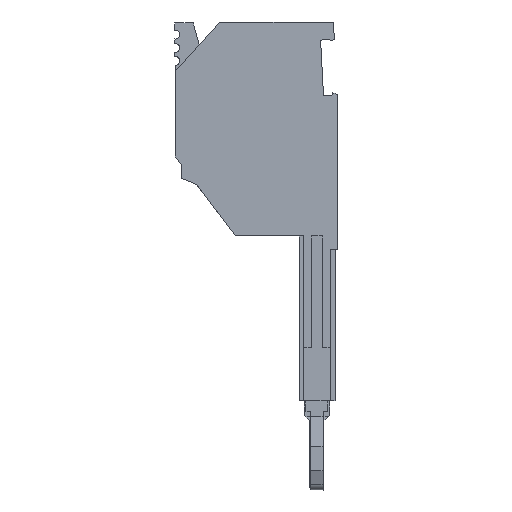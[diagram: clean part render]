
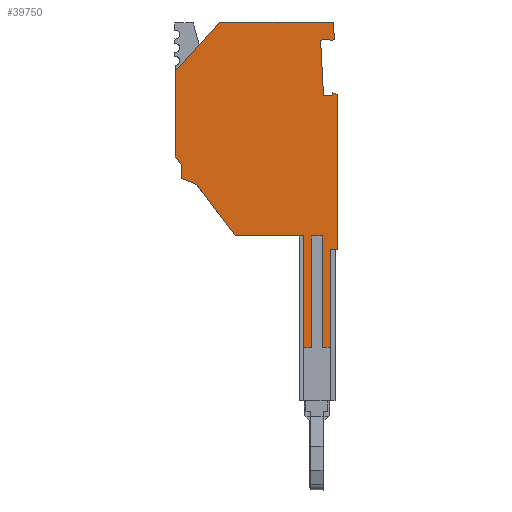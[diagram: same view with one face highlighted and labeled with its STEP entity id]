
A CAD part, left-side view. The second image highlights one B-rep face of the part: STEP entity #39750.
In plain terms, the highlighted face is planar.
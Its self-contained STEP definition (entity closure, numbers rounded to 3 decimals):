
#2560=CARTESIAN_POINT('',(140.574,124.734,
49.6));
#2570=VERTEX_POINT('',#2560);
#2600=CARTESIAN_POINT('',(159.381,124.734,
49.6));
#2610=DIRECTION('',(-1.,0.,0.));
#2620=VECTOR('',#2610,1.);
#2630=LINE('',#2600,#2620);
#2640=CARTESIAN_POINT('',(127.598,124.734,
49.6));
#2650=VERTEX_POINT('',#2640);
#2660=EDGE_CURVE('',#2570,#2650,#2630,.T.);
#3320=CARTESIAN_POINT('',(140.648,123.317,
49.6));
#3330=VERTEX_POINT('',#3320);
#3360=CARTESIAN_POINT('',(139.374,147.634,
49.6));
#3370=DIRECTION('',(0.052,-0.999,
0.));
#3380=VECTOR('',#3370,1.);
#3390=LINE('',#3360,#3380);
#3400=EDGE_CURVE('',#2570,#3330,#3390,.T.);
#5590=CARTESIAN_POINT('',(140.5,116.683,
49.6));
#5600=VERTEX_POINT('',#5590);
#5630=CARTESIAN_POINT('',(138.878,147.634,
49.6));
#5640=DIRECTION('',(0.052,-0.999,
0.));
#5650=VECTOR('',#5640,1.);
#5660=LINE('',#5630,#5650);
#5670=CARTESIAN_POINT('',(140.514,116.411,
49.6));
#5680=VERTEX_POINT('',#5670);
#5690=EDGE_CURVE('',#5600,#5680,#5660,.T.);
#6420=CARTESIAN_POINT('',(123.214,106.915,
49.6));
#6430=VERTEX_POINT('',#6420);
#6460=CARTESIAN_POINT('',(159.381,92.302,
49.6));
#6470=DIRECTION('',(0.927,-0.375,
0.));
#6480=VECTOR('',#6470,1.);
#6490=LINE('',#6460,#6480);
#6500=CARTESIAN_POINT('',(124.961,106.209,
49.6));
#6510=VERTEX_POINT('',#6500);
#6520=EDGE_CURVE('',#6430,#6510,#6490,.T.);
#7960=CARTESIAN_POINT('',(141.014,116.421,
49.6));
#7970=VERTEX_POINT('',#7960);
#8020=CARTESIAN_POINT('',(159.381,107.063,
49.6));
#8030=DIRECTION('',(-0.891,0.454,
0.));
#8040=VECTOR('',#8030,1.);
#8050=LINE('',#8020,#8040);
#8060=EDGE_CURVE('',#7970,#5600,#8050,.T.);
#10970=CARTESIAN_POINT('',(129.388,100.334,
49.6));
#10980=VERTEX_POINT('',#10970);
#11010=CARTESIAN_POINT('',(159.381,100.334,
49.6));
#11020=DIRECTION('',(1.,0.,0.));
#11030=VECTOR('',#11020,1.);
#11040=LINE('',#11010,#11030);
#11050=CARTESIAN_POINT('',(137.164,100.334,
49.6));
#11060=VERTEX_POINT('',#11050);
#11070=EDGE_CURVE('',#10980,#11060,#11040,.T.);
#22860=CARTESIAN_POINT('',(123.214,108.526,
49.6));
#22870=VERTEX_POINT('',#22860);
#22900=CARTESIAN_POINT('',(123.214,147.634,
49.6));
#22910=DIRECTION('',(0.,-1.,0.));
#22920=VECTOR('',#22910,1.);
#22930=LINE('',#22900,#22920);
#22940=EDGE_CURVE('',#22870,#6430,#22930,.T.);
#23400=CARTESIAN_POINT('',(122.514,109.455,
49.6));
#23410=VERTEX_POINT('',#23400);
#23440=CARTESIAN_POINT('',(93.745,147.634,
49.6));
#23450=DIRECTION('',(0.602,-0.799,
0.));
#23460=VECTOR('',#23450,1.);
#23470=LINE('',#23440,#23460);
#23480=EDGE_CURVE('',#23410,#22870,#23470,.T.);
#27200=CARTESIAN_POINT('',(137.164,87.634,
49.6));
#27210=VERTEX_POINT('',#27200);
#27330=CARTESIAN_POINT('',(137.164,147.634,
49.6));
#27340=DIRECTION('',(0.,1.,0.));
#27350=VECTOR('',#27340,1.);
#27360=LINE('',#27330,#27350);
#27370=EDGE_CURVE('',#27210,#11060,#27360,.T.);
#27960=CARTESIAN_POINT('',(140.214,87.634,
49.6));
#27970=VERTEX_POINT('',#27960);
#28000=CARTESIAN_POINT('',(140.214,147.634,
49.6));
#28010=DIRECTION('',(0.,-1.,0.));
#28020=VECTOR('',#28010,1.);
#28030=LINE('',#28000,#28020);
#28040=CARTESIAN_POINT('',(140.214,98.834,
49.6));
#28050=VERTEX_POINT('',#28040);
#28060=EDGE_CURVE('',#28050,#27970,#28030,.T.);
#28730=CARTESIAN_POINT('',(159.381,87.634,
49.6));
#28740=DIRECTION('',(1.,0.,0.));
#28750=VECTOR('',#28740,1.);
#28760=LINE('',#28730,#28750);
#28770=CARTESIAN_POINT('',(138.064,87.634,
49.6));
#28780=VERTEX_POINT('',#28770);
#28790=EDGE_CURVE('',#27210,#28780,#28760,.T.);
#30320=CARTESIAN_POINT('',(138.064,147.634,
49.6));
#30330=DIRECTION('',(0.,1.,0.));
#30340=VECTOR('',#30330,1.);
#30350=LINE('',#30320,#30340);
#30360=CARTESIAN_POINT('',(138.064,100.334,
49.6));
#30370=VERTEX_POINT('',#30360);
#30380=EDGE_CURVE('',#28780,#30370,#30350,.T.);
#31160=CARTESIAN_POINT('',(148.218,147.634,
49.6));
#31170=DIRECTION('',(0.669,0.743,
0.));
#31180=VECTOR('',#31170,1.);
#31190=LINE('',#31160,#31180);
#31200=CARTESIAN_POINT('',(122.514,119.087,
49.6));
#31210=VERTEX_POINT('',#31200);
#31220=EDGE_CURVE('',#31210,#2650,#31190,.T.);
#31810=CARTESIAN_POINT('',(122.514,147.634,
49.6));
#31820=DIRECTION('',(0.,-1.,0.));
#31830=VECTOR('',#31820,1.);
#31840=LINE('',#31810,#31830);
#31850=EDGE_CURVE('',#31210,#23410,#31840,.T.);
#33530=CARTESIAN_POINT('',(93.745,147.634,
49.6));
#33540=DIRECTION('',(0.602,-0.799,
0.));
#33550=VECTOR('',#33540,1.);
#33560=LINE('',#33530,#33550);
#33570=EDGE_CURVE('',#6510,#10980,#33560,.T.);
#33820=CARTESIAN_POINT('',(159.381,100.334,
49.6));
#33830=DIRECTION('',(1.,0.,0.));
#33840=VECTOR('',#33830,1.);
#33850=LINE('',#33820,#33840);
#33860=CARTESIAN_POINT('',(139.314,100.334,
49.6));
#33870=VERTEX_POINT('',#33860);
#33880=EDGE_CURVE('',#30370,#33870,#33850,.T.);
#34160=CARTESIAN_POINT('',(159.381,117.4,
49.6));
#34170=DIRECTION('',(-0.999,-0.052,
0.));
#34180=VECTOR('',#34170,1.);
#34190=LINE('',#34160,#34180);
#34200=CARTESIAN_POINT('',(139.445,116.355,
49.6));
#34210=VERTEX_POINT('',#34200);
#34220=EDGE_CURVE('',#5680,#34210,#34190,.T.);
#34460=CARTESIAN_POINT('',(139.314,147.634,
49.6));
#34470=DIRECTION('',(0.,-1.,0.));
#34480=VECTOR('',#34470,1.);
#34490=LINE('',#34460,#34480);
#34500=CARTESIAN_POINT('',(139.314,87.634,
49.6));
#34510=VERTEX_POINT('',#34500);
#34520=EDGE_CURVE('',#33870,#34510,#34490,.T.);
#35030=CARTESIAN_POINT('',(159.381,98.834,
49.6));
#35040=DIRECTION('',(1.,0.,0.));
#35050=VECTOR('',#35040,1.);
#35060=LINE('',#35030,#35050);
#35070=CARTESIAN_POINT('',(141.014,98.834,
49.6));
#35080=VERTEX_POINT('',#35070);
#35090=EDGE_CURVE('',#28050,#35080,#35060,.T.);
#37980=CARTESIAN_POINT('',(159.381,87.634,
49.6));
#37990=DIRECTION('',(1.,0.,0.));
#38000=VECTOR('',#37990,1.);
#38010=LINE('',#37980,#38000);
#38020=EDGE_CURVE('',#34510,#27970,#38010,.T.);
#38210=CARTESIAN_POINT('',(140.648,122.726,
49.6));
#38220=VERTEX_POINT('',#38210);
#38250=CARTESIAN_POINT('',(140.648,147.634,
49.6));
#38260=DIRECTION('',(0.,1.,0.));
#38270=VECTOR('',#38260,1.);
#38280=LINE('',#38250,#38270);
#38290=EDGE_CURVE('',#38220,#3330,#38280,.T.);
#39110=CARTESIAN_POINT('',(151.147,122.21,
49.6));
#39120=DIRECTION('',(0.,0.,1.));
#39130=DIRECTION('',(0.,-1.,0.));
#39140=AXIS2_PLACEMENT_3D('',#39110,#39120,#39130);
#39150=PLANE('',#39140);
#39160=ORIENTED_EDGE('',*,*,#27370,.F.);
#39170=ORIENTED_EDGE('',*,*,#11070,.T.);
#39180=ORIENTED_EDGE('',*,*,#33570,.T.);
#39190=ORIENTED_EDGE('',*,*,#6520,.T.);
#39200=ORIENTED_EDGE('',*,*,#22940,.T.);
#39210=ORIENTED_EDGE('',*,*,#23480,.T.);
#39220=ORIENTED_EDGE('',*,*,#31850,.T.);
#39230=ORIENTED_EDGE('',*,*,#31220,.F.);
#39240=ORIENTED_EDGE('',*,*,#2660,.T.);
#39250=ORIENTED_EDGE('',*,*,#3400,.F.);
#39260=ORIENTED_EDGE('',*,*,#38290,.T.);
#39270=CARTESIAN_POINT('',(159.381,128.813,
49.6));
#39280=DIRECTION('',(0.951,0.309,
0.));
#39290=VECTOR('',#39280,1.);
#39300=LINE('',#39270,#39290);
#39310=CARTESIAN_POINT('',(140.191,122.578,
49.6));
#39320=VERTEX_POINT('',#39310);
#39330=EDGE_CURVE('',#39320,#38220,#39300,.T.);
#39340=ORIENTED_EDGE('',*,*,#39330,.T.);
#39350=CARTESIAN_POINT('',(138.878,147.634,
49.6));
#39360=DIRECTION('',(-0.052,0.999,
0.));
#39370=VECTOR('',#39360,1.);
#39380=LINE('',#39350,#39370);
#39390=CARTESIAN_POINT('',(140.183,122.727,
49.6));
#39400=VERTEX_POINT('',#39390);
#39410=EDGE_CURVE('',#39320,#39400,#39380,.T.);
#39420=ORIENTED_EDGE('',*,*,#39410,.F.);
#39430=CARTESIAN_POINT('',(159.381,123.734,
49.6));
#39440=DIRECTION('',(0.999,0.052,
0.));
#39450=VECTOR('',#39440,1.);
#39460=LINE('',#39430,#39450);
#39470=CARTESIAN_POINT('',(139.114,122.671,
49.6));
#39480=VERTEX_POINT('',#39470);
#39490=EDGE_CURVE('',#39480,#39400,#39460,.T.);
#39500=ORIENTED_EDGE('',*,*,#39490,.T.);
#39510=CARTESIAN_POINT('',(137.806,147.634,
49.6));
#39520=DIRECTION('',(-0.052,0.999,
0.));
#39530=VECTOR('',#39520,1.);
#39540=LINE('',#39510,#39530);
#39550=EDGE_CURVE('',#34210,#39480,#39540,.T.);
#39560=ORIENTED_EDGE('',*,*,#39550,.T.);
#39570=ORIENTED_EDGE('',*,*,#34220,.T.);
#39580=ORIENTED_EDGE('',*,*,#5690,.T.);
#39590=ORIENTED_EDGE('',*,*,#8060,.T.);
#39600=CARTESIAN_POINT('',(141.014,147.634,
49.6));
#39610=DIRECTION('',(0.,-1.,0.));
#39620=VECTOR('',#39610,1.);
#39630=LINE('',#39600,#39620);
#39640=EDGE_CURVE('',#7970,#35080,#39630,.T.);
#39650=ORIENTED_EDGE('',*,*,#39640,.F.);
#39660=ORIENTED_EDGE('',*,*,#35090,.T.);
#39670=ORIENTED_EDGE('',*,*,#28060,.F.);
#39680=ORIENTED_EDGE('',*,*,#38020,.T.);
#39690=ORIENTED_EDGE('',*,*,#34520,.T.);
#39700=ORIENTED_EDGE('',*,*,#33880,.T.);
#39710=ORIENTED_EDGE('',*,*,#30380,.T.);
#39720=ORIENTED_EDGE('',*,*,#28790,.T.);
#39730=EDGE_LOOP('',(#39720,#39710,#39700,#39690,#39680,#39670,#39660,
#39650,#39590,#39580,#39570,#39560,#39500,#39420,#39340,#39260,#39250,
#39240,#39230,#39220,#39210,#39200,#39190,#39180,#39170,#39160));
#39740=FACE_OUTER_BOUND('',#39730,.T.);
#39750=ADVANCED_FACE('',(#39740),#39150,.T.);
